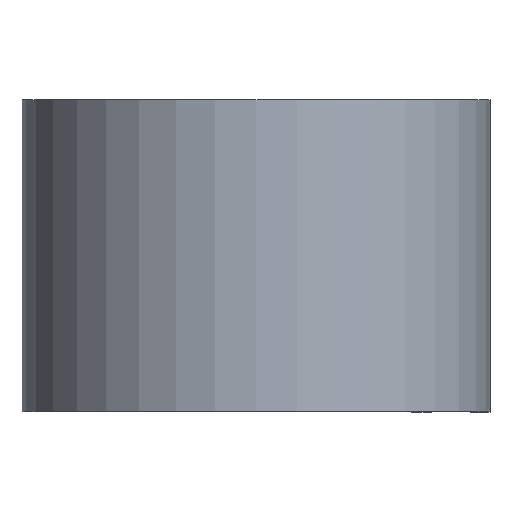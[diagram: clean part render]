
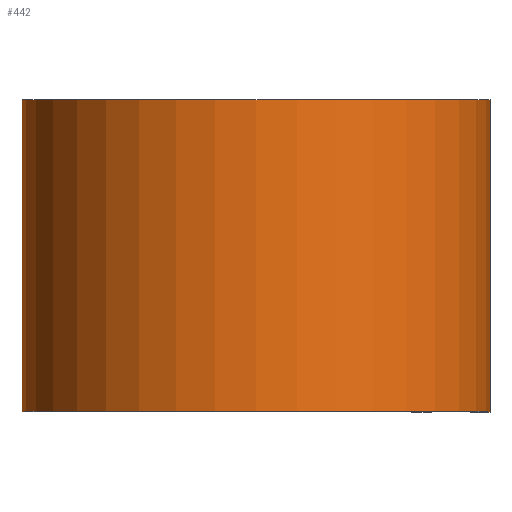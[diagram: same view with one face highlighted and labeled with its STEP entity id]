
A CAD part, top view. The second image highlights one B-rep face of the part: STEP entity #442.
In plain terms, the highlighted cylindrical face has radius 9.538 mm (diameter 19.075 mm), a partial arc.
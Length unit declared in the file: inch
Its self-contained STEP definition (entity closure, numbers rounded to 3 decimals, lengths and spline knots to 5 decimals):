
#9 = CARTESIAN_POINT ( 'NONE',  ( 0., 0.25, 0. ) ) ;
#37 = ORIENTED_EDGE ( 'NONE', *, *, #92, .F. ) ;
#72 = FACE_OUTER_BOUND ( 'NONE', #502, .T. ) ;
#75 = VERTEX_POINT ( 'NONE', #233 ) ;
#92 = EDGE_CURVE ( 'NONE', #372, #75, #496, .T. ) ;
#131 = DIRECTION ( 'NONE',  ( 0., 1., 0. ) ) ;
#158 = EDGE_CURVE ( 'NONE', #372, #181, #382, .T. ) ;
#163 = CYLINDRICAL_SURFACE ( 'NONE', #379, 0.3755 ) ;
#171 = VERTEX_POINT ( 'NONE', #232 ) ;
#181 = VERTEX_POINT ( 'NONE', #191 ) ;
#191 = CARTESIAN_POINT ( 'NONE',  ( 0., -0.25, -0.3755 ) ) ;
#203 = ORIENTED_EDGE ( 'NONE', *, *, #552, .F. ) ;
#208 = DIRECTION ( 'NONE',  ( 0., 0., -1. ) ) ;
#232 = CARTESIAN_POINT ( 'NONE',  ( 0.3755, -0.25, 0. ) ) ;
#233 = CARTESIAN_POINT ( 'NONE',  ( 0.3755, 0.25, 0. ) ) ;
#235 = CARTESIAN_POINT ( 'NONE',  ( 0., 0.25, -0.3755 ) ) ;
#258 = AXIS2_PLACEMENT_3D ( 'NONE', #490, #432, #532 ) ;
#279 = DIRECTION ( 'NONE',  ( 0., -1., 0. ) ) ;
#284 = EDGE_CURVE ( 'NONE', #181, #171, #538, .T. ) ;
#290 = ORIENTED_EDGE ( 'NONE', *, *, #284, .T. ) ;
#301 = ORIENTED_EDGE ( 'NONE', *, *, #158, .T. ) ;
#308 = CARTESIAN_POINT ( 'NONE',  ( 0., 0.25, -0.3755 ) ) ;
#371 = VECTOR ( 'NONE', #279, 39.37008 ) ;
#372 = VERTEX_POINT ( 'NONE', #308 ) ;
#379 = AXIS2_PLACEMENT_3D ( 'NONE', #9, #504, #208 ) ;
#382 = LINE ( 'NONE', #235, #371 ) ;
#409 = CARTESIAN_POINT ( 'NONE',  ( 0.3755, 0.25, 0. ) ) ;
#419 = DIRECTION ( 'NONE',  ( 1., 0., 0. ) ) ;
#432 = DIRECTION ( 'NONE',  ( 0., 1., 0. ) ) ;
#442 = ADVANCED_FACE ( 'NONE', ( #72 ), #163, .T. ) ;
#466 = DIRECTION ( 'NONE',  ( 0., -1., 0. ) ) ;
#490 = CARTESIAN_POINT ( 'NONE',  ( 0., -0.25, 0. ) ) ;
#496 = CIRCLE ( 'NONE', #629, 0.3755 ) ;
#502 = EDGE_LOOP ( 'NONE', ( #290, #203, #37, #301 ) ) ;
#504 = DIRECTION ( 'NONE',  ( 0., -1., 0. ) ) ;
#523 = LINE ( 'NONE', #409, #598 ) ;
#532 = DIRECTION ( 'NONE',  ( 1., 0., 0. ) ) ;
#538 = CIRCLE ( 'NONE', #258, 0.3755 ) ;
#552 = EDGE_CURVE ( 'NONE', #75, #171, #523, .T. ) ;
#568 = CARTESIAN_POINT ( 'NONE',  ( 0., 0.25, 0. ) ) ;
#598 = VECTOR ( 'NONE', #466, 39.37008 ) ;
#629 = AXIS2_PLACEMENT_3D ( 'NONE', #568, #131, #419 ) ;
